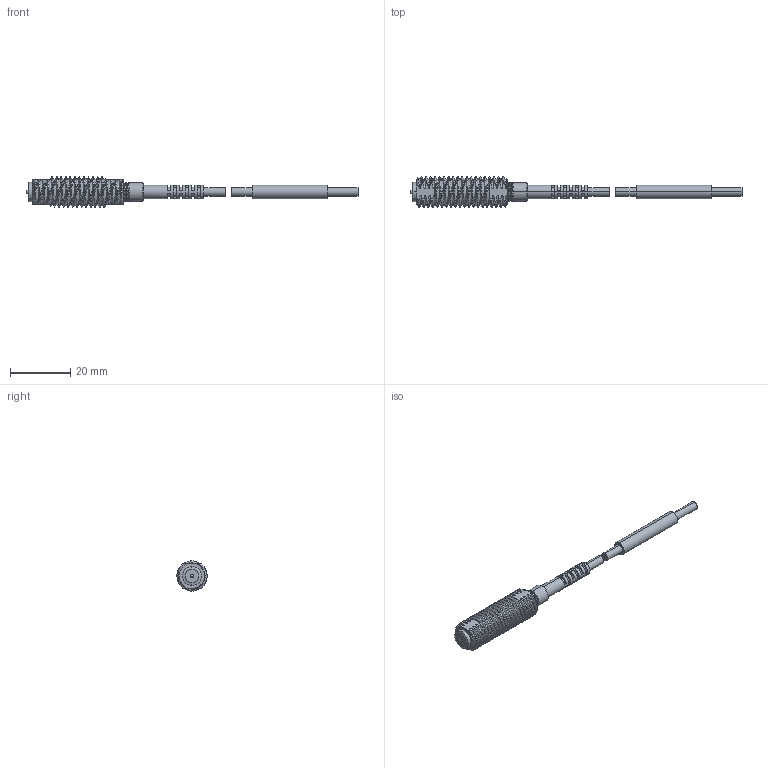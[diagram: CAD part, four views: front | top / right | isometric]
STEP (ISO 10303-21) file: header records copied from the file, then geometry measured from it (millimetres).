
FILE_DESCRIPTION (( 'STEP AP203' ), '1' );
FILE_NAME ('STS100PA-L.STEP', '2017-11-24T01:33:00', ( '' ), ( '' ), 'SwSTEP 2.0', 'SolidWorks 2017', '' );
FILE_SCHEMA (( 'CONFIG_CONTROL_DESIGN' ));
Products named in the file (1): STS100PA-L
Bounding box: 109.85 x 10 x 10 mm (x, y, z)
Volume: 2952.1 mm3; surface area: 2539.1 mm2
Topology: 2 solids, 2 shells, 211 faces, 577 edges, 383 vertices
Faces by surface type: cylinder 78, plane 66, bspline 52, cone 13, sphere 2
Entity records: 53700 total; most frequent: CARTESIAN_POINT 49026, ORIENTED_EDGE 1154, DIRECTION 744, EDGE_CURVE 577, VERTEX_POINT 383, AXIS2_PLACEMENT_3D 274, EDGE_LOOP 224, FACE_OUTER_BOUND 211
